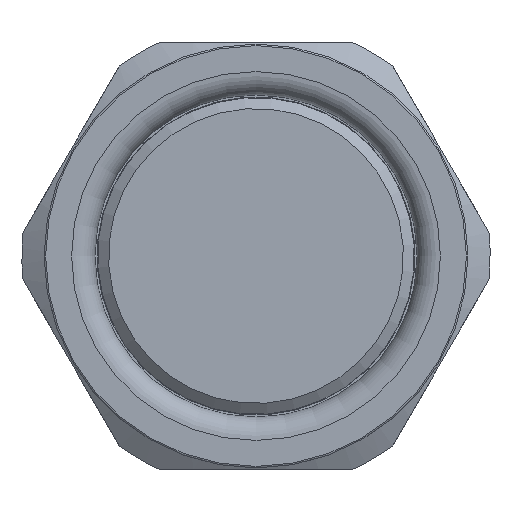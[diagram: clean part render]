
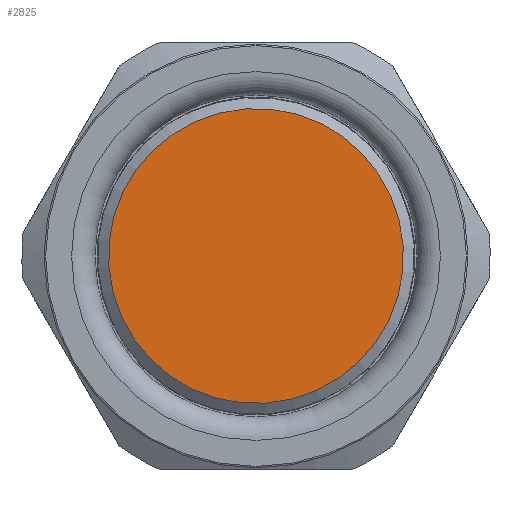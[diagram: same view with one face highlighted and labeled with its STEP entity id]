
A CAD part, left-side view. The second image highlights one B-rep face of the part: STEP entity #2825.
In plain terms, the highlighted face is planar.
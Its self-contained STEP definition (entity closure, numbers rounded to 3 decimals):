
#392=PLANE('',#3303);
#759=FACE_OUTER_BOUND('',#1082,.T.);
#1082=EDGE_LOOP('',(#2568));
#1277=CIRCLE('',#3302,19.);
#1532=VERTEX_POINT('',#14191);
#1876=EDGE_CURVE('',#1532,#1532,#1277,.T.);
#2568=ORIENTED_EDGE('',*,*,#1876,.T.);
#2825=ADVANCED_FACE('',(#759),#392,.T.);
#3302=AXIS2_PLACEMENT_3D('',#14192,#4151,#4152);
#3303=AXIS2_PLACEMENT_3D('',#14193,#4153,#4154);
#4151=DIRECTION('center_axis',(1.,0.,0.));
#4152=DIRECTION('ref_axis',(0.,0.,-1.));
#4153=DIRECTION('center_axis',(1.,0.,0.));
#4154=DIRECTION('ref_axis',(0.,0.,-1.));
#14191=CARTESIAN_POINT('',(1.1,19.,0.));
#14192=CARTESIAN_POINT('Origin',(1.1,0.,0.));
#14193=CARTESIAN_POINT('Origin',(1.1,0.,0.));
